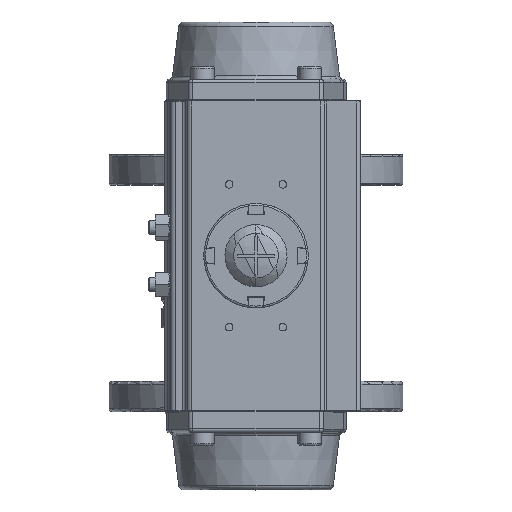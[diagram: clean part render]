
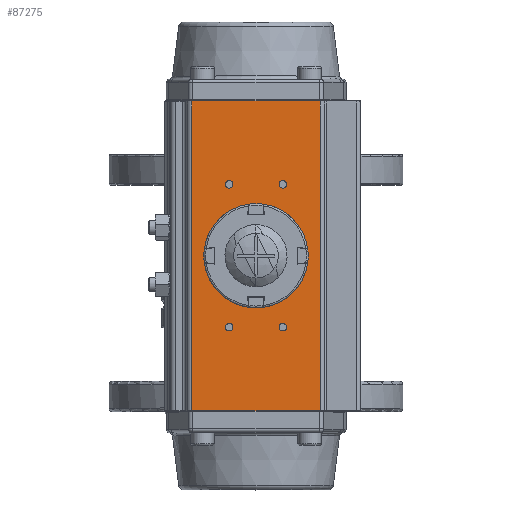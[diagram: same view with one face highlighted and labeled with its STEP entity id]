
A CAD part, top view. The second image highlights one B-rep face of the part: STEP entity #87275.
In plain terms, the highlighted planar face has unit normal (0, 0, 1).
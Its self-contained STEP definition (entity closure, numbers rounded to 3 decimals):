
#82225=CARTESIAN_POINT('',(-36.048,-86.724,200.5));
#82226=VERTEX_POINT('',#82225);
#82234=CARTESIAN_POINT('',(-36.048,86.724,200.5));
#82235=VERTEX_POINT('',#82234);
#82236=CARTESIAN_POINT('',(-36.048,86.724,200.5));
#82237=DIRECTION('',(-0.,-1.,-0.));
#82238=VECTOR('',#82237,173.449);
#82239=LINE('',#82236,#82238);
#82240=EDGE_CURVE('',#82235,#82226,#82239,.T.);
#82267=CARTESIAN_POINT('',(36.052,86.724,200.5));
#82268=VERTEX_POINT('',#82267);
#82276=CARTESIAN_POINT('',(36.052,-86.724,200.5));
#82277=VERTEX_POINT('',#82276);
#82278=CARTESIAN_POINT('',(36.052,-86.724,200.5));
#82279=DIRECTION('',(0.,1.,0.));
#82280=VECTOR('',#82279,173.449);
#82281=LINE('',#82278,#82280);
#82282=EDGE_CURVE('',#82277,#82268,#82281,.T.);
#83312=CARTESIAN_POINT('',(-15.,42.1,200.5));
#83313=VERTEX_POINT('',#83312);
#83321=CARTESIAN_POINT('',(-15.,37.9,200.5));
#83322=VERTEX_POINT('',#83321);
#83329=CARTESIAN_POINT('',(-15.,40.,200.5));
#83330=DIRECTION('',(0.,-0.,1.));
#83331=DIRECTION('',(0.,-1.,-0.));
#83332=AXIS2_PLACEMENT_3D('',#83329,#83330,#83331);
#83333=CIRCLE('',#83332,2.1);
#83334=EDGE_CURVE('NONE',#83322,#83313,#83333,.T.);
#83344=CARTESIAN_POINT('',(15.,42.1,200.5));
#83345=VERTEX_POINT('',#83344);
#83353=CARTESIAN_POINT('',(15.,37.9,200.5));
#83354=VERTEX_POINT('',#83353);
#83361=CARTESIAN_POINT('',(15.,40.,200.5));
#83362=DIRECTION('',(0.,-0.,1.));
#83363=DIRECTION('',(0.,-1.,-0.));
#83364=AXIS2_PLACEMENT_3D('',#83361,#83362,#83363);
#83365=CIRCLE('',#83364,2.1);
#83366=EDGE_CURVE('NONE',#83354,#83345,#83365,.T.);
#83376=CARTESIAN_POINT('',(-15.,-37.9,200.5));
#83377=VERTEX_POINT('',#83376);
#83385=CARTESIAN_POINT('',(-15.,-42.1,200.5));
#83386=VERTEX_POINT('',#83385);
#83393=CARTESIAN_POINT('',(-15.,-40.,200.5));
#83394=DIRECTION('',(0.,-0.,1.));
#83395=DIRECTION('',(0.,-1.,-0.));
#83396=AXIS2_PLACEMENT_3D('',#83393,#83394,#83395);
#83397=CIRCLE('',#83396,2.1);
#83398=EDGE_CURVE('NONE',#83386,#83377,#83397,.T.);
#83408=CARTESIAN_POINT('',(15.,-37.9,200.5));
#83409=VERTEX_POINT('',#83408);
#83417=CARTESIAN_POINT('',(15.,-42.1,200.5));
#83418=VERTEX_POINT('',#83417);
#83425=CARTESIAN_POINT('',(15.,-40.,200.5));
#83426=DIRECTION('',(0.,-0.,1.));
#83427=DIRECTION('',(0.,-1.,-0.));
#83428=AXIS2_PLACEMENT_3D('',#83425,#83426,#83427);
#83429=CIRCLE('',#83428,2.1);
#83430=EDGE_CURVE('NONE',#83418,#83409,#83429,.T.);
#83726=CARTESIAN_POINT('',(0.,-12.5,200.5));
#83727=VERTEX_POINT('',#83726);
#83734=CARTESIAN_POINT('',(0.,12.5,200.5));
#83735=VERTEX_POINT('',#83734);
#83736=CARTESIAN_POINT('',(0.,-0.,200.5));
#83737=DIRECTION('',(-0.,0.,-1.));
#83738=DIRECTION('',(0.,1.,0.));
#83739=AXIS2_PLACEMENT_3D('',#83736,#83737,#83738);
#83740=CIRCLE('',#83739,12.5);
#83741=EDGE_CURVE('',#83735,#83727,#83740,.T.);
#86359=CARTESIAN_POINT('',(0.,-0.,200.5));
#86360=DIRECTION('',(-0.,0.,-1.));
#86361=DIRECTION('',(0.,1.,0.));
#86362=AXIS2_PLACEMENT_3D('',#86359,#86360,#86361);
#86363=CIRCLE('',#86362,12.5);
#86364=EDGE_CURVE('',#83727,#83735,#86363,.T.);
#86493=CARTESIAN_POINT('',(15.,-40.,200.5));
#86494=DIRECTION('',(0.,-0.,1.));
#86495=DIRECTION('',(0.,-1.,-0.));
#86496=AXIS2_PLACEMENT_3D('',#86493,#86494,#86495);
#86497=CIRCLE('',#86496,2.1);
#86498=EDGE_CURVE('NONE',#83409,#83418,#86497,.T.);
#86511=CARTESIAN_POINT('',(-15.,-40.,200.5));
#86512=DIRECTION('',(0.,-0.,1.));
#86513=DIRECTION('',(0.,-1.,-0.));
#86514=AXIS2_PLACEMENT_3D('',#86511,#86512,#86513);
#86515=CIRCLE('',#86514,2.1);
#86516=EDGE_CURVE('NONE',#83377,#83386,#86515,.T.);
#86529=CARTESIAN_POINT('',(15.,40.,200.5));
#86530=DIRECTION('',(0.,-0.,1.));
#86531=DIRECTION('',(0.,-1.,-0.));
#86532=AXIS2_PLACEMENT_3D('',#86529,#86530,#86531);
#86533=CIRCLE('',#86532,2.1);
#86534=EDGE_CURVE('NONE',#83345,#83354,#86533,.T.);
#86547=CARTESIAN_POINT('',(-15.,40.,200.5));
#86548=DIRECTION('',(0.,-0.,1.));
#86549=DIRECTION('',(0.,-1.,-0.));
#86550=AXIS2_PLACEMENT_3D('',#86547,#86548,#86549);
#86551=CIRCLE('',#86550,2.1);
#86552=EDGE_CURVE('NONE',#83313,#83322,#86551,.T.);
#87234=CARTESIAN_POINT('',(-38.,-87.,200.5));
#87235=DIRECTION('',(-0.,0.,-1.));
#87236=DIRECTION('',(1.,0.,-0.));
#87237=AXIS2_PLACEMENT_3D('',#87234,#87235,#87236);
#87238=PLANE('',#87237);
#87239=ORIENTED_EDGE('',*,*,#83334,.F.);
#87240=ORIENTED_EDGE('',*,*,#86552,.F.);
#87241=EDGE_LOOP('',(#87239,#87240));
#87242=FACE_BOUND('',#87241,.T.);
#87243=ORIENTED_EDGE('',*,*,#83366,.F.);
#87244=ORIENTED_EDGE('',*,*,#86534,.F.);
#87245=EDGE_LOOP('',(#87243,#87244));
#87246=FACE_BOUND('',#87245,.T.);
#87247=ORIENTED_EDGE('',*,*,#83398,.F.);
#87248=ORIENTED_EDGE('',*,*,#86516,.F.);
#87249=EDGE_LOOP('',(#87247,#87248));
#87250=FACE_BOUND('',#87249,.T.);
#87251=ORIENTED_EDGE('',*,*,#83430,.F.);
#87252=ORIENTED_EDGE('',*,*,#86498,.F.);
#87253=EDGE_LOOP('',(#87251,#87252));
#87254=FACE_BOUND('',#87253,.T.);
#87255=ORIENTED_EDGE('',*,*,#82282,.T.);
#87256=CARTESIAN_POINT('',(36.052,86.724,200.5));
#87257=DIRECTION('',(-1.,-0.,0.));
#87258=VECTOR('',#87257,72.1);
#87259=LINE('',#87256,#87258);
#87260=EDGE_CURVE('',#82268,#82235,#87259,.T.);
#87261=ORIENTED_EDGE('',*,*,#87260,.T.);
#87262=ORIENTED_EDGE('',*,*,#82240,.T.);
#87263=CARTESIAN_POINT('',(-36.048,-86.724,200.5));
#87264=DIRECTION('',(1.,0.,-0.));
#87265=VECTOR('',#87264,72.1);
#87266=LINE('',#87263,#87265);
#87267=EDGE_CURVE('',#82226,#82277,#87266,.T.);
#87268=ORIENTED_EDGE('',*,*,#87267,.T.);
#87269=EDGE_LOOP('',(#87255,#87261,#87262,#87268));
#87270=FACE_BOUND('',#87269,.T.);
#87271=ORIENTED_EDGE('',*,*,#86364,.T.);
#87272=ORIENTED_EDGE('',*,*,#83741,.T.);
#87273=EDGE_LOOP('',(#87271,#87272));
#87274=FACE_BOUND('',#87273,.T.);
#87275=ADVANCED_FACE('',(#87242,#87246,#87250,#87254,#87270,#87274),#87238,.F.);
